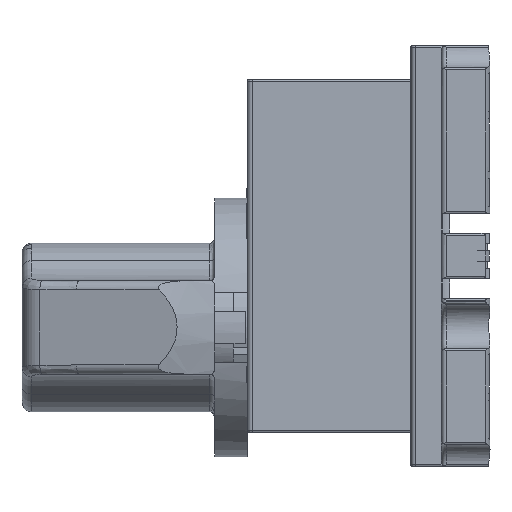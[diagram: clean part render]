
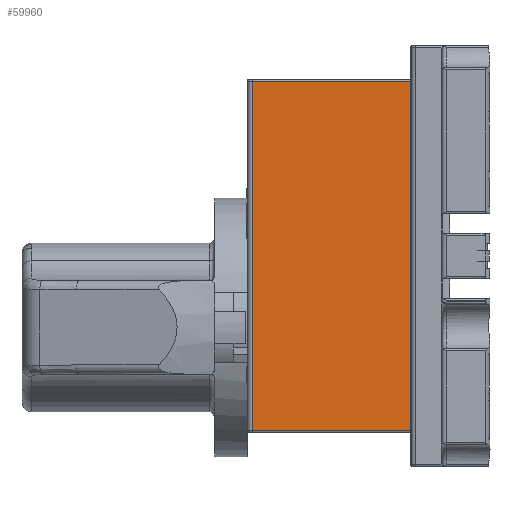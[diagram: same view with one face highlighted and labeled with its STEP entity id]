
A CAD part, left-side view. The second image highlights one B-rep face of the part: STEP entity #59960.
In plain terms, the highlighted planar face has unit normal (-1, 0, 0).
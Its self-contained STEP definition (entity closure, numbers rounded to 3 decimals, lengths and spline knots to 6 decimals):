
#5029=DIRECTION('',(0.,-1.,0.));
#5030=VECTOR('',#5029,0.0339);
#5031=CARTESIAN_POINT('',(0.0105,0.050782,-0.008285));
#5032=LINE('',#5031,#5030);
#5033=DIRECTION('',(0.,0.,1.));
#5034=VECTOR('',#5033,0.0745);
#5035=CARTESIAN_POINT('',(0.0105,0.016882,-0.082785));
#5036=LINE('',#5035,#5034);
#5037=DIRECTION('',(0.,1.,0.));
#5038=VECTOR('',#5037,0.0339);
#5039=CARTESIAN_POINT('',(0.0105,0.016882,-0.082785));
#5040=LINE('',#5039,#5038);
#5064=DIRECTION('',(0.,0.,1.));
#5065=VECTOR('',#5064,0.0745);
#5066=CARTESIAN_POINT('',(0.0105,0.050782,-0.082785));
#5067=LINE('',#5066,#5065);
#39317=CARTESIAN_POINT('',(0.0105,0.050782,-0.008285));
#39318=VERTEX_POINT('',#39317);
#39319=CARTESIAN_POINT('',(0.0105,0.016882,-0.008285));
#39320=VERTEX_POINT('',#39319);
#39327=CARTESIAN_POINT('',(0.0105,0.016882,-0.082785));
#39328=VERTEX_POINT('',#39327);
#39362=CARTESIAN_POINT('',(0.0105,0.050782,-0.082785));
#39363=VERTEX_POINT('',#39362);
#59947=CARTESIAN_POINT('',(0.0105,0.016882,-0.083285));
#59948=DIRECTION('',(-1.,0.,0.));
#59949=DIRECTION('',(0.,0.,1.));
#59950=AXIS2_PLACEMENT_3D('',#59947,#59948,#59949);
#59951=PLANE('',#59950);
#59953=ORIENTED_EDGE('',*,*,#59952,.T.);
#59955=ORIENTED_EDGE('',*,*,#59954,.T.);
#59956=ORIENTED_EDGE('',*,*,#59934,.T.);
#59957=ORIENTED_EDGE('',*,*,#59120,.F.);
#59958=EDGE_LOOP('',(#59953,#59955,#59956,#59957));
#59959=FACE_OUTER_BOUND('',#59958,.F.);
#59960=ADVANCED_FACE('',(#59959),#59951,.T.);
#59120=EDGE_CURVE('',#39328,#39320,#5036,.T.);
#59934=EDGE_CURVE('',#39318,#39320,#5032,.T.);
#59952=EDGE_CURVE('',#39328,#39363,#5040,.T.);
#59954=EDGE_CURVE('',#39363,#39318,#5067,.T.);
